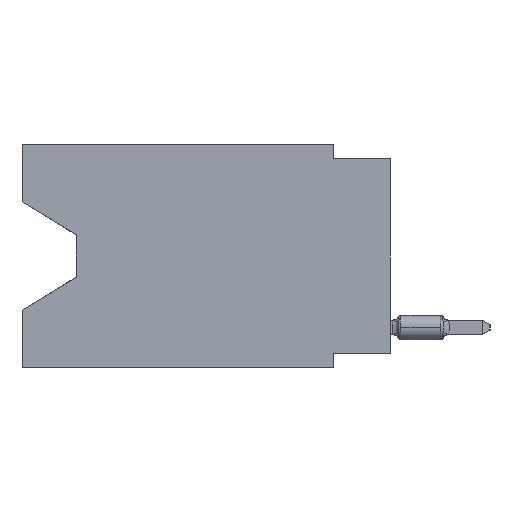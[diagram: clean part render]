
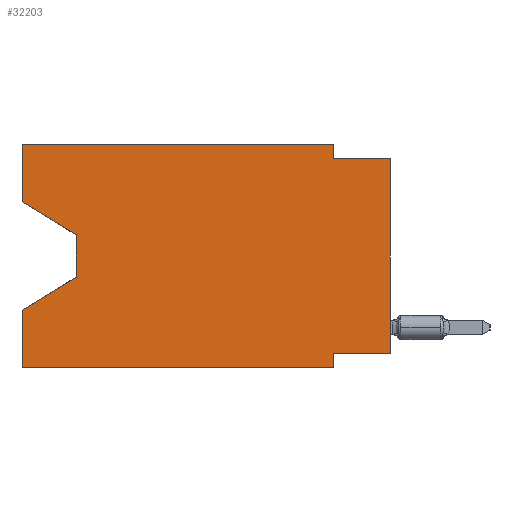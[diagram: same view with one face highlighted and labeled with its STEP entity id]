
A CAD part, left-side view. The second image highlights one B-rep face of the part: STEP entity #32203.
In plain terms, the highlighted planar face has unit normal (-1, 0, 0).
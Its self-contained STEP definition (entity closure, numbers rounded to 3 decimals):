
#264 = LINE ( 'NONE', #38106, #280 ) ;
#280 = VECTOR ( 'NONE', #3631, 1000. ) ;
#1148 = EDGE_CURVE ( 'NONE', #25980, #12538, #264, .T. ) ;
#2613 = VECTOR ( 'NONE', #34635, 1000. ) ;
#2864 = CARTESIAN_POINT ( 'NONE',  ( 0., 16.383, 0. ) ) ;
#3532 = VECTOR ( 'NONE', #4632, 1000. ) ;
#3631 = DIRECTION ( 'NONE',  ( 0., 0., -1. ) ) ;
#3657 = ORIENTED_EDGE ( 'NONE', *, *, #1148, .F. ) ;
#4588 = DIRECTION ( 'NONE',  ( 0., 0., -1. ) ) ;
#4621 = VERTEX_POINT ( 'NONE', #23089 ) ;
#4632 = DIRECTION ( 'NONE',  ( 0., 1., 0. ) ) ;
#4784 = CARTESIAN_POINT ( 'NONE',  ( 0., 0., -0.635 ) ) ;
#5111 = EDGE_CURVE ( 'NONE', #4621, #25004, #11077, .T. ) ;
#6423 = PLANE ( 'NONE',  #6471 ) ;
#6471 = AXIS2_PLACEMENT_3D ( 'NONE', #2864, #37781, #37129 ) ;
#6527 = EDGE_CURVE ( 'NONE', #39061, #25717, #37347, .T. ) ;
#6655 = EDGE_CURVE ( 'NONE', #10325, #19089, #31932, .T. ) ;
#8122 = CARTESIAN_POINT ( 'NONE',  ( 0., 16.383, -2.546 ) ) ;
#8431 = CARTESIAN_POINT ( 'NONE',  ( 0., 0., -9.271 ) ) ;
#9310 = CARTESIAN_POINT ( 'NONE',  ( 0., 0., -9.271 ) ) ;
#10325 = VERTEX_POINT ( 'NONE', #11169 ) ;
#10787 = LINE ( 'NONE', #34555, #12659 ) ;
#10835 = ORIENTED_EDGE ( 'NONE', *, *, #18849, .T. ) ;
#11077 = LINE ( 'NONE', #34426, #15144 ) ;
#11169 = CARTESIAN_POINT ( 'NONE',  ( 0., 2.54, 0. ) ) ;
#11187 = LINE ( 'NONE', #21959, #18568 ) ;
#11560 = CARTESIAN_POINT ( 'NONE',  ( 0., 2.54, -9.906 ) ) ;
#11967 = CARTESIAN_POINT ( 'NONE',  ( 0., 2.54, 0. ) ) ;
#12466 = CARTESIAN_POINT ( 'NONE',  ( 0., 13.97, -4.013 ) ) ;
#12538 = VERTEX_POINT ( 'NONE', #11560 ) ;
#12659 = VECTOR ( 'NONE', #31192, 1000. ) ;
#12836 = CARTESIAN_POINT ( 'NONE',  ( 0., 2.54, -0.635 ) ) ;
#13703 = ORIENTED_EDGE ( 'NONE', *, *, #37477, .F. ) ;
#14600 = DIRECTION ( 'NONE',  ( 0., -1., 0. ) ) ;
#14819 = DIRECTION ( 'NONE',  ( 0., 0., 1. ) ) ;
#15144 = VECTOR ( 'NONE', #34853, 1000. ) ;
#15167 = CARTESIAN_POINT ( 'NONE',  ( 0., 16.383, 0. ) ) ;
#15481 = VECTOR ( 'NONE', #18950, 1000. ) ;
#17378 = ORIENTED_EDGE ( 'NONE', *, *, #5111, .T. ) ;
#17656 = VECTOR ( 'NONE', #42205, 1000. ) ;
#17762 = ORIENTED_EDGE ( 'NONE', *, *, #6655, .F. ) ;
#18366 = ORIENTED_EDGE ( 'NONE', *, *, #43086, .F. ) ;
#18568 = VECTOR ( 'NONE', #24647, 1000. ) ;
#18849 = EDGE_CURVE ( 'NONE', #27236, #18927, #36926, .T. ) ;
#18927 = VERTEX_POINT ( 'NONE', #4784 ) ;
#18950 = DIRECTION ( 'NONE',  ( 0., -1., 0. ) ) ;
#19089 = VERTEX_POINT ( 'NONE', #12836 ) ;
#19297 = EDGE_CURVE ( 'NONE', #25717, #4621, #10787, .T. ) ;
#19818 = LINE ( 'NONE', #8431, #3532 ) ;
#21656 = CARTESIAN_POINT ( 'NONE',  ( 0., 16.383, 0. ) ) ;
#21959 = CARTESIAN_POINT ( 'NONE',  ( 0., 16.383, -9.906 ) ) ;
#23089 = CARTESIAN_POINT ( 'NONE',  ( 0., 13.97, -5.893 ) ) ;
#23779 = CARTESIAN_POINT ( 'NONE',  ( 0., 16.383, -7.36 ) ) ;
#23915 = EDGE_LOOP ( 'NONE', ( #30976, #29363, #17378, #36137, #28254, #3657, #18366, #10835, #13703, #17762, #39844, #24030 ) ) ;
#23919 = CARTESIAN_POINT ( 'NONE',  ( 0., 0., 0. ) ) ;
#24030 = ORIENTED_EDGE ( 'NONE', *, *, #34985, .F. ) ;
#24647 = DIRECTION ( 'NONE',  ( 0., -1., 0. ) ) ;
#25004 = VERTEX_POINT ( 'NONE', #23779 ) ;
#25717 = VERTEX_POINT ( 'NONE', #12466 ) ;
#25980 = VERTEX_POINT ( 'NONE', #31276 ) ;
#26592 = VECTOR ( 'NONE', #14819, 1000. ) ;
#27236 = VERTEX_POINT ( 'NONE', #9310 ) ;
#27694 = VECTOR ( 'NONE', #37577, 1000. ) ;
#28254 = ORIENTED_EDGE ( 'NONE', *, *, #31502, .T. ) ;
#28732 = CARTESIAN_POINT ( 'NONE',  ( 0., 16.383, 0. ) ) ;
#29363 = ORIENTED_EDGE ( 'NONE', *, *, #19297, .T. ) ;
#30863 = VERTEX_POINT ( 'NONE', #15167 ) ;
#30976 = ORIENTED_EDGE ( 'NONE', *, *, #6527, .T. ) ;
#31192 = DIRECTION ( 'NONE',  ( 0., 0., -1. ) ) ;
#31276 = CARTESIAN_POINT ( 'NONE',  ( 0., 2.54, -9.271 ) ) ;
#31502 = EDGE_CURVE ( 'NONE', #38929, #12538, #11187, .T. ) ;
#31899 = CARTESIAN_POINT ( 'NONE',  ( 0., 16.383, 0. ) ) ;
#31932 = LINE ( 'NONE', #11967, #33384 ) ;
#32203 = ADVANCED_FACE ( 'NONE', ( #41134 ), #6423, .F. ) ;
#33384 = VECTOR ( 'NONE', #4588, 1000. ) ;
#34195 = CARTESIAN_POINT ( 'NONE',  ( 0., 16.383, -2.546 ) ) ;
#34426 = CARTESIAN_POINT ( 'NONE',  ( 0., 13.97, -5.893 ) ) ;
#34555 = CARTESIAN_POINT ( 'NONE',  ( 0., 13.97, -4.013 ) ) ;
#34635 = DIRECTION ( 'NONE',  ( 0., -0.855, -0.519 ) ) ;
#34853 = DIRECTION ( 'NONE',  ( 0., 0.855, -0.519 ) ) ;
#34985 = EDGE_CURVE ( 'NONE', #39061, #30863, #35663, .T. ) ;
#35019 = LINE ( 'NONE', #38588, #36092 ) ;
#35663 = LINE ( 'NONE', #28732, #26592 ) ;
#35760 = LINE ( 'NONE', #21656, #15481 ) ;
#36092 = VECTOR ( 'NONE', #14600, 1000. ) ;
#36137 = ORIENTED_EDGE ( 'NONE', *, *, #40276, .F. ) ;
#36926 = LINE ( 'NONE', #23919, #27694 ) ;
#37129 = DIRECTION ( 'NONE',  ( 0., 0., -1. ) ) ;
#37347 = LINE ( 'NONE', #34195, #2613 ) ;
#37477 = EDGE_CURVE ( 'NONE', #19089, #18927, #35019, .T. ) ;
#37577 = DIRECTION ( 'NONE',  ( 0., 0., 1. ) ) ;
#37781 = DIRECTION ( 'NONE',  ( 1., 0., 0. ) ) ;
#38106 = CARTESIAN_POINT ( 'NONE',  ( 0., 2.54, -9.906 ) ) ;
#38588 = CARTESIAN_POINT ( 'NONE',  ( 0., 0., -0.635 ) ) ;
#38929 = VERTEX_POINT ( 'NONE', #44240 ) ;
#39061 = VERTEX_POINT ( 'NONE', #8122 ) ;
#39844 = ORIENTED_EDGE ( 'NONE', *, *, #39954, .F. ) ;
#39954 = EDGE_CURVE ( 'NONE', #30863, #10325, #35760, .T. ) ;
#40276 = EDGE_CURVE ( 'NONE', #38929, #25004, #42641, .T. ) ;
#41134 = FACE_OUTER_BOUND ( 'NONE', #23915, .T. ) ;
#42205 = DIRECTION ( 'NONE',  ( 0., 0., 1. ) ) ;
#42641 = LINE ( 'NONE', #31899, #17656 ) ;
#43086 = EDGE_CURVE ( 'NONE', #27236, #25980, #19818, .T. ) ;
#44240 = CARTESIAN_POINT ( 'NONE',  ( 0., 16.383, -9.906 ) ) ;
